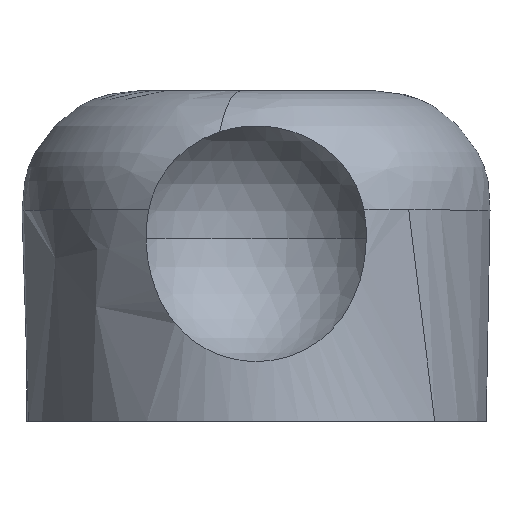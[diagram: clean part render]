
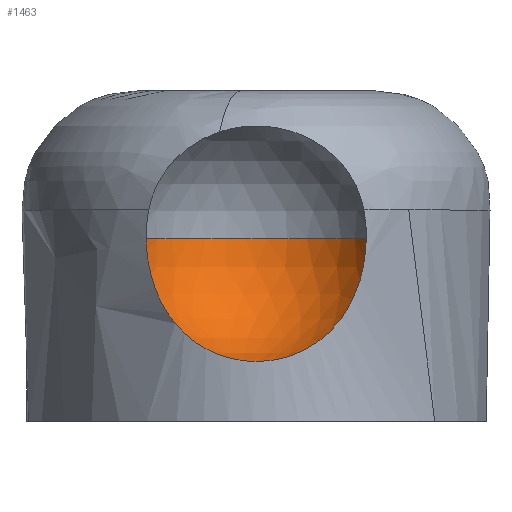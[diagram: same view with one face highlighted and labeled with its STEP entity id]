
A CAD part, front view. The second image highlights one B-rep face of the part: STEP entity #1463.
In plain terms, the highlighted spherical face has radius 65 mm.
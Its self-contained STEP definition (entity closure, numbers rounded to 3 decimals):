
#6 = CARTESIAN_POINT ( 'NONE',  ( 54.747, -145.326, 75.883 ) ) ;
#21 = CARTESIAN_POINT ( 'NONE',  ( 55.476, -144.876, 78.825 ) ) ;
#28 = CARTESIAN_POINT ( 'NONE',  ( 55.883, -144.629, 80.805 ) ) ;
#47 = CARTESIAN_POINT ( 'NONE',  ( 56.544, -144.246, 84.8 ) ) ;
#51 = CARTESIAN_POINT ( 'NONE',  ( 57.234, -143.95, 92.939 ) ) ;
#63 = CARTESIAN_POINT ( 'NONE',  ( 57.276, -143.976, 95. ) ) ;
#94 = DIRECTION ( 'NONE',  ( 0., 0., 1. ) ) ;
#125 = CARTESIAN_POINT ( 'NONE',  ( 57.265, -143.955, 93.972 ) ) ;
#145 = CARTESIAN_POINT ( 'NONE',  ( 57.276, -143.976, 95. ) ) ;
#215 = CARTESIAN_POINT ( 'NONE',  ( 56.798, -144.11, 86.815 ) ) ;
#219 = B_SPLINE_CURVE_WITH_KNOTS ( 'NONE', 3,
 ( #63, #125, #51, #224, #220, #215, #47, #28, #21, #6, #1588, #1579, #1554, #1549, #1543, #1537, #1532, #1527, #1479, #1471, #1466, #1460, #1441, #1436, #1428, #1423, #1417, #1407, #1402, #1360, #1354, #1347, #1343, #1326, #1318, #1310, #1303, #1298, #1292, #1284, #1279, #1277, #1235, #1229, #1221, #1193, #1188, #1182, #1175, #1170, #1166, #1161, #1109, #1101, #1096, #1069, #1066, #1061, #1059, #1054, #1047, #1041, #1036, #987, #980, #972, #952, #948, #940, #934, #929, #879, #872, #865, #841, #836, #823, #815 ),
 .UNSPECIFIED., .F., .F.,
 ( 4, 2, 2, 2, 2, 2, 2, 2, 2, 2, 2, 2, 2, 2, 2, 2, 2, 2, 2, 2, 2, 2, 2, 2, 2, 2, 2, 2, 2, 2, 2, 2, 2, 2, 2, 2, 2, 2, 4 ),
 ( 0.26, 0.263, 0.266, 0.272, 0.278, 0.281, 0.284, 0.296, 0.302, 0.305, 0.309, 0.321, 0.324, 0.327, 0.333, 0.339, 0.345, 0.348, 0.351, 0.357, 0.363, 0.365, 0.366, 0.369, 0.376, 0.379, 0.382, 0.388, 0.391, 0.394, 0.406, 0.412, 0.415, 0.418, 0.43, 0.433, 0.437, 0.443, 0.455 ),
 .UNSPECIFIED. ) ;
#220 = CARTESIAN_POINT ( 'NONE',  ( 57.064, -143.993, 89.866 ) ) ;
#224 = CARTESIAN_POINT ( 'NONE',  ( 57.134, -143.969, 90.887 ) ) ;
#387 = FACE_OUTER_BOUND ( 'NONE', #1230, .T. ) ;
#448 = EDGE_CURVE ( 'NONE', #1233, #523, #803, .T. ) ;
#462 = SPHERICAL_SURFACE ( 'NONE', #513, 65. ) ;
#513 = AXIS2_PLACEMENT_3D ( 'NONE', #1077, #94, #1203 ) ;
#523 = VERTEX_POINT ( 'NONE', #798 ) ;
#557 = ORIENTED_EDGE ( 'NONE', *, *, #448, .T. ) ;
#742 = AXIS2_PLACEMENT_3D ( 'NONE', #777, #765, #759 ) ;
#759 = DIRECTION ( 'NONE',  ( 0., -1., 0. ) ) ;
#765 = DIRECTION ( 'NONE',  ( 0., 0., 1. ) ) ;
#777 = CARTESIAN_POINT ( 'NONE',  ( 0., -174.708, 95. ) ) ;
#798 = CARTESIAN_POINT ( 'NONE',  ( -57.38, -144.17, 95. ) ) ;
#803 = CIRCLE ( 'NONE', #742, 65. ) ;
#815 = CARTESIAN_POINT ( 'NONE',  ( -57.38, -144.17, 95. ) ) ;
#823 = CARTESIAN_POINT ( 'NONE',  ( -57.337, -144.09, 90.897 ) ) ;
#836 = CARTESIAN_POINT ( 'NONE',  ( -56.985, -144.248, 86.848 ) ) ;
#841 = CARTESIAN_POINT ( 'NONE',  ( -55.996, -144.816, 80.856 ) ) ;
#865 = CARTESIAN_POINT ( 'NONE',  ( -55.589, -145.061, 78.872 ) ) ;
#872 = CARTESIAN_POINT ( 'NONE',  ( -54.857, -145.509, 75.917 ) ) ;
#879 = CARTESIAN_POINT ( 'NONE',  ( -54.592, -145.673, 74.933 ) ) ;
#909 = ORIENTED_EDGE ( 'NONE', *, *, #1099, .F. ) ;
#929 = CARTESIAN_POINT ( 'NONE',  ( -54.025, -146.022, 72.989 ) ) ;
#934 = CARTESIAN_POINT ( 'NONE',  ( -53.723, -146.209, 72.029 ) ) ;
#940 = CARTESIAN_POINT ( 'NONE',  ( -52.12, -147.196, 67.282 ) ) ;
#948 = CARTESIAN_POINT ( 'NONE',  ( -50.544, -148.161, 63.659 ) ) ;
#952 = CARTESIAN_POINT ( 'NONE',  ( -48.174, -149.524, 59.348 ) ) ;
#972 = CARTESIAN_POINT ( 'NONE',  ( -47.68, -149.805, 58.497 ) ) ;
#980 = CARTESIAN_POINT ( 'NONE',  ( -46.65, -150.38, 56.817 ) ) ;
#987 = CARTESIAN_POINT ( 'NONE',  ( -46.113, -150.675, 55.986 ) ) ;
#1036 = CARTESIAN_POINT ( 'NONE',  ( -44.452, -151.572, 53.552 ) ) ;
#1041 = CARTESIAN_POINT ( 'NONE',  ( -43.276, -152.184, 52. ) ) ;
#1047 = CARTESIAN_POINT ( 'NONE',  ( -39.536, -154.041, 47.552 ) ) ;
#1054 = CARTESIAN_POINT ( 'NONE',  ( -36.762, -155.306, 44.86 ) ) ;
#1059 = CARTESIAN_POINT ( 'NONE',  ( -32.888, -156.83, 41.851 ) ) ;
#1061 = CARTESIAN_POINT ( 'NONE',  ( -32.09, -157.132, 41.265 ) ) ;
#1066 = CARTESIAN_POINT ( 'NONE',  ( -30.465, -157.724, 40.141 ) ) ;
#1069 = CARTESIAN_POINT ( 'NONE',  ( -29.638, -158.013, 39.602 ) ) ;
#1077 = CARTESIAN_POINT ( 'NONE',  ( 0., -174.708, 95. ) ) ;
#1096 = CARTESIAN_POINT ( 'NONE',  ( -27.11, -158.857, 38.052 ) ) ;
#1099 = EDGE_CURVE ( 'NONE', #1233, #523, #219, .T. ) ;
#1101 = CARTESIAN_POINT ( 'NONE',  ( -25.363, -159.389, 37.11 ) ) ;
#1109 = CARTESIAN_POINT ( 'NONE',  ( -22.644, -160.126, 35.833 ) ) ;
#1161 = CARTESIAN_POINT ( 'NONE',  ( -21.719, -160.362, 35.43 ) ) ;
#1166 = CARTESIAN_POINT ( 'NONE',  ( -19.852, -160.807, 34.678 ) ) ;
#1170 = CARTESIAN_POINT ( 'NONE',  ( -18.909, -161.017, 34.328 ) ) ;
#1175 = CARTESIAN_POINT ( 'NONE',  ( -16.053, -161.603, 33.358 ) ) ;
#1182 = CARTESIAN_POINT ( 'NONE',  ( -14.113, -161.938, 32.815 ) ) ;
#1188 = CARTESIAN_POINT ( 'NONE',  ( -11.144, -162.347, 32.159 ) ) ;
#1193 = CARTESIAN_POINT ( 'NONE',  ( -10.145, -162.467, 31.966 ) ) ;
#1203 = DIRECTION ( 'NONE',  ( 0., -1., 0. ) ) ;
#1221 = CARTESIAN_POINT ( 'NONE',  ( -8.631, -162.623, 31.717 ) ) ;
#1229 = CARTESIAN_POINT ( 'NONE',  ( -8.124, -162.671, 31.641 ) ) ;
#1230 = EDGE_LOOP ( 'NONE', ( #909, #557 ) ) ;
#1233 = VERTEX_POINT ( 'NONE', #145 ) ;
#1235 = CARTESIAN_POINT ( 'NONE',  ( -7.106, -162.758, 31.502 ) ) ;
#1277 = CARTESIAN_POINT ( 'NONE',  ( -6.593, -162.798, 31.439 ) ) ;
#1279 = CARTESIAN_POINT ( 'NONE',  ( -4.031, -162.972, 31.162 ) ) ;
#1284 = CARTESIAN_POINT ( 'NONE',  ( -1.988, -163.039, 31.054 ) ) ;
#1292 = CARTESIAN_POINT ( 'NONE',  ( 2.086, -163.031, 31.059 ) ) ;
#1298 = CARTESIAN_POINT ( 'NONE',  ( 4.118, -162.956, 31.171 ) ) ;
#1303 = CARTESIAN_POINT ( 'NONE',  ( 7.156, -162.738, 31.505 ) ) ;
#1310 = CARTESIAN_POINT ( 'NONE',  ( 8.167, -162.648, 31.645 ) ) ;
#1318 = CARTESIAN_POINT ( 'NONE',  ( 10.187, -162.432, 31.979 ) ) ;
#1326 = CARTESIAN_POINT ( 'NONE',  ( 11.198, -162.307, 32.176 ) ) ;
#1343 = CARTESIAN_POINT ( 'NONE',  ( 14.184, -161.884, 32.842 ) ) ;
#1347 = CARTESIAN_POINT ( 'NONE',  ( 16.119, -161.542, 33.389 ) ) ;
#1354 = CARTESIAN_POINT ( 'NONE',  ( 19.889, -160.753, 34.677 ) ) ;
#1360 = CARTESIAN_POINT ( 'NONE',  ( 21.723, -160.306, 35.419 ) ) ;
#1402 = CARTESIAN_POINT ( 'NONE',  ( 25.294, -159.326, 37.097 ) ) ;
#1407 = CARTESIAN_POINT ( 'NONE',  ( 27.031, -158.792, 38.033 ) ) ;
#1417 = CARTESIAN_POINT ( 'NONE',  ( 29.565, -157.936, 39.586 ) ) ;
#1423 = CARTESIAN_POINT ( 'NONE',  ( 30.395, -157.643, 40.127 ) ) ;
#1428 = CARTESIAN_POINT ( 'NONE',  ( 32.009, -157.049, 41.245 ) ) ;
#1436 = CARTESIAN_POINT ( 'NONE',  ( 32.797, -156.748, 41.823 ) ) ;
#1441 = CARTESIAN_POINT ( 'NONE',  ( 36.639, -155.222, 44.805 ) ) ;
#1460 = CARTESIAN_POINT ( 'NONE',  ( 39.411, -153.948, 47.487 ) ) ;
#1463 = ADVANCED_FACE ( 'NONE', ( #387 ), #462, .F. ) ;
#1466 = CARTESIAN_POINT ( 'NONE',  ( 42.54, -152.379, 51.207 ) ) ;
#1471 = CARTESIAN_POINT ( 'NONE',  ( 43.149, -152.067, 51.97 ) ) ;
#1479 = CARTESIAN_POINT ( 'NONE',  ( 44.333, -151.446, 53.533 ) ) ;
#1527 = CARTESIAN_POINT ( 'NONE',  ( 44.909, -151.138, 54.334 ) ) ;
#1532 = CARTESIAN_POINT ( 'NONE',  ( 46.567, -150.234, 56.767 ) ) ;
#1537 = CARTESIAN_POINT ( 'NONE',  ( 47.589, -149.655, 58.438 ) ) ;
#1543 = CARTESIAN_POINT ( 'NONE',  ( 50.422, -148.009, 63.593 ) ) ;
#1549 = CARTESIAN_POINT ( 'NONE',  ( 52.002, -147.034, 67.218 ) ) ;
#1554 = CARTESIAN_POINT ( 'NONE',  ( 53.614, -146.031, 71.994 ) ) ;
#1579 = CARTESIAN_POINT ( 'NONE',  ( 53.918, -145.842, 72.963 ) ) ;
#1588 = CARTESIAN_POINT ( 'NONE',  ( 54.485, -145.489, 74.907 ) ) ;
